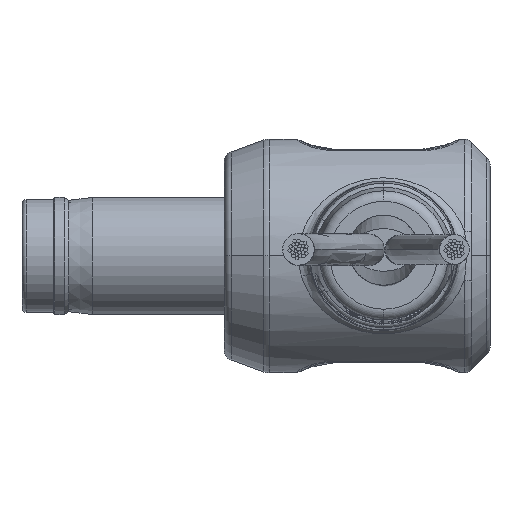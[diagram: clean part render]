
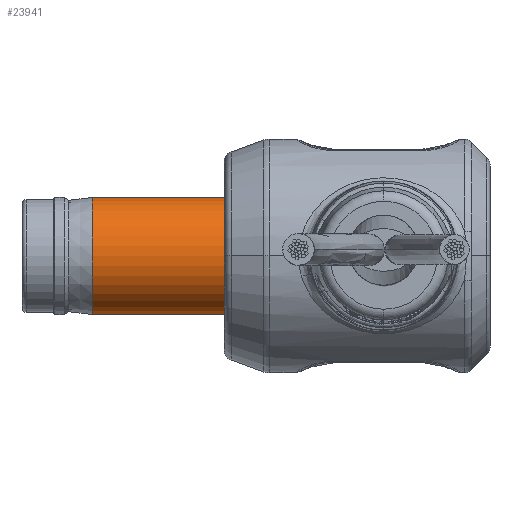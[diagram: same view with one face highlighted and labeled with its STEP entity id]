
A CAD part, top view. The second image highlights one B-rep face of the part: STEP entity #23941.
In plain terms, the highlighted cylindrical face has radius 2.755 mm (diameter 5.51 mm), a partial arc.
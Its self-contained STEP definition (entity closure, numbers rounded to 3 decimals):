
#419 = CARTESIAN_POINT ( 'NONE',  ( 13.9, 0., 2.755 ) ) ;
#1073 = CYLINDRICAL_SURFACE ( 'NONE', #18648, 2.755 ) ;
#1294 = VECTOR ( 'NONE', #3075, 1000. ) ;
#1666 = VECTOR ( 'NONE', #9157, 1000. ) ;
#1941 = EDGE_CURVE ( 'NONE', #21582, #6649, #5234, .T. ) ;
#2724 = EDGE_CURVE ( 'NONE', #17403, #12103, #9188, .T. ) ;
#3075 = DIRECTION ( 'NONE',  ( -1., 0., 0. ) ) ;
#3151 = EDGE_CURVE ( 'NONE', #21582, #17403, #8043, .T. ) ;
#3600 = CARTESIAN_POINT ( 'NONE',  ( 13.9, 0., 0. ) ) ;
#4826 = DIRECTION ( 'NONE',  ( -1., 0., 0. ) ) ;
#5117 = DIRECTION ( 'NONE',  ( 0., 0., 1. ) ) ;
#5234 = LINE ( 'NONE', #15036, #1666 ) ;
#6293 = ORIENTED_EDGE ( 'NONE', *, *, #16476, .F. ) ;
#6649 = VERTEX_POINT ( 'NONE', #7336 ) ;
#7336 = CARTESIAN_POINT ( 'NONE',  ( 2.8, 0., 2.755 ) ) ;
#7473 = FACE_OUTER_BOUND ( 'NONE', #14491, .T. ) ;
#8043 = CIRCLE ( 'NONE', #19285, 2.755 ) ;
#9106 = CARTESIAN_POINT ( 'NONE',  ( 2.8, 0., -2.755 ) ) ;
#9157 = DIRECTION ( 'NONE',  ( -1., 0., 0. ) ) ;
#9188 = LINE ( 'NONE', #17209, #1294 ) ;
#10342 = DIRECTION ( 'NONE',  ( 0., 0., 1. ) ) ;
#12103 = VERTEX_POINT ( 'NONE', #9106 ) ;
#12597 = ORIENTED_EDGE ( 'NONE', *, *, #1941, .F. ) ;
#14065 = CARTESIAN_POINT ( 'NONE',  ( 13.9, 0., -2.755 ) ) ;
#14491 = EDGE_LOOP ( 'NONE', ( #21987, #14654, #6293, #12597 ) ) ;
#14654 = ORIENTED_EDGE ( 'NONE', *, *, #2724, .T. ) ;
#15036 = CARTESIAN_POINT ( 'NONE',  ( 14.5, 0., 2.755 ) ) ;
#15627 = DIRECTION ( 'NONE',  ( 0., 0., 1. ) ) ;
#16476 = EDGE_CURVE ( 'NONE', #6649, #12103, #23290, .T. ) ;
#17046 = DIRECTION ( 'NONE',  ( -1., 0., 0. ) ) ;
#17209 = CARTESIAN_POINT ( 'NONE',  ( 14.5, 0., -2.755 ) ) ;
#17403 = VERTEX_POINT ( 'NONE', #14065 ) ;
#18648 = AXIS2_PLACEMENT_3D ( 'NONE', #23130, #17046, #5117 ) ;
#18737 = AXIS2_PLACEMENT_3D ( 'NONE', #22362, #4826, #10342 ) ;
#19285 = AXIS2_PLACEMENT_3D ( 'NONE', #3600, #25689, #15627 ) ;
#21582 = VERTEX_POINT ( 'NONE', #419 ) ;
#21987 = ORIENTED_EDGE ( 'NONE', *, *, #3151, .T. ) ;
#22362 = CARTESIAN_POINT ( 'NONE',  ( 2.8, 0., 0. ) ) ;
#23130 = CARTESIAN_POINT ( 'NONE',  ( 14.5, 0., 0. ) ) ;
#23290 = CIRCLE ( 'NONE', #18737, 2.755 ) ;
#23941 = ADVANCED_FACE ( 'NONE', ( #7473 ), #1073, .T. ) ;
#25689 = DIRECTION ( 'NONE',  ( -1., 0., 0. ) ) ;
